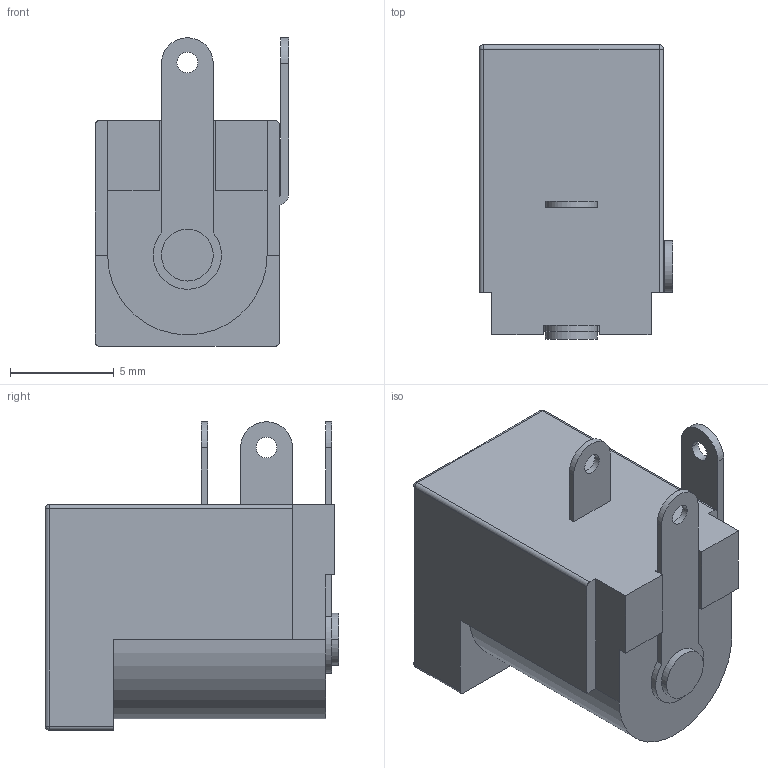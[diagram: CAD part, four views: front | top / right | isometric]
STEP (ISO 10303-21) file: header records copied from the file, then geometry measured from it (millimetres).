
FILE_DESCRIPTION((''),'2;1');
FILE_NAME('DC005-B-F01A1BP-200','2019-03-19T',('Administrator'),(''),'PRO/ENGINEER BY PARAMETRIC TECHNOLOGY CORPORATION, 2012090','PRO/ENGINEER BY PARAMETRIC TECHNOLOGY CORPORATION, 2012090','');
FILE_SCHEMA(('CONFIG_CONTROL_DESIGN'));
Length unit declared in the file: millimetre
Products named in the file (1): DC005-B-F01A1BP-200
Bounding box: 9.35 x 14.2 x 14.9 mm (x, y, z)
Volume: 880.8 mm3; surface area: 1027.6 mm2
Topology: 1 solids, 1 shells, 65 faces, 162 edges, 101 vertices
Faces by surface type: plane 32, cylinder 27, sphere 6
Entity records: 1964 total; most frequent: DIRECTION 346, CARTESIAN_POINT 326, ORIENTED_EDGE 320, EDGE_CURVE 160, AXIS2_PLACEMENT_3D 121, VECTOR 104, LINE 104, VERTEX_POINT 101
